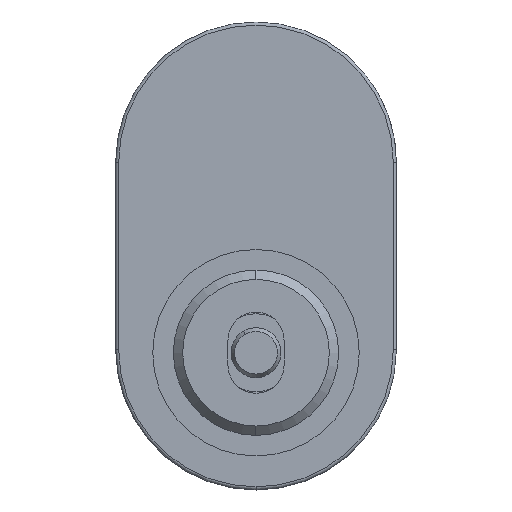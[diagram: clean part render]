
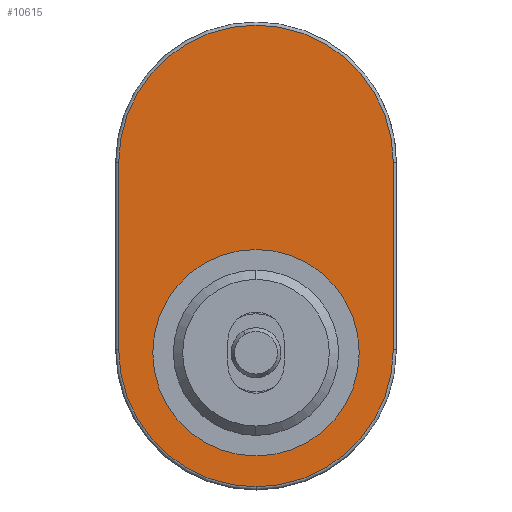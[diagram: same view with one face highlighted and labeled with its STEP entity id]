
A CAD part, left-side view. The second image highlights one B-rep face of the part: STEP entity #10615.
In plain terms, the highlighted planar face has unit normal (-1, 0, 0).
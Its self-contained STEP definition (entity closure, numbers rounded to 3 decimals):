
#386 = VECTOR ( 'NONE', #5350, 1000. ) ;
#431 = DIRECTION ( 'NONE',  ( -1., 0., 0. ) ) ;
#882 = CARTESIAN_POINT ( 'NONE',  ( -6.2, -22., 15. ) ) ;
#1169 = PLANE ( 'NONE',  #22588 ) ;
#1390 = DIRECTION ( 'NONE',  ( 0., 0., -1. ) ) ;
#1649 = EDGE_CURVE ( 'NONE', #10972, #6295, #58074, .T. ) ;
#2515 = DIRECTION ( 'NONE',  ( 0., 0., 1. ) ) ;
#3412 = ORIENTED_EDGE ( 'NONE', *, *, #15602, .T. ) ;
#5350 = DIRECTION ( 'NONE',  ( 0., 0., 1. ) ) ;
#6041 = ORIENTED_EDGE ( 'NONE', *, *, #33019, .T. ) ;
#6295 = VERTEX_POINT ( 'NONE', #12432 ) ;
#7481 = VERTEX_POINT ( 'NONE', #35391 ) ;
#10032 = CIRCLE ( 'NONE', #19242, 22. ) ;
#10615 = ADVANCED_FACE ( 'NONE', ( #12397, #34426 ), #1169, .F. ) ;
#10784 = ORIENTED_EDGE ( 'NONE', *, *, #1649, .T. ) ;
#10972 = VERTEX_POINT ( 'NONE', #882 ) ;
#11131 = LINE ( 'NONE', #48403, #386 ) ;
#11380 = EDGE_LOOP ( 'NONE', ( #18780, #27315 ) ) ;
#12306 = CARTESIAN_POINT ( 'NONE',  ( -6.2, 0., -15.5 ) ) ;
#12397 = FACE_OUTER_BOUND ( 'NONE', #57911, .T. ) ;
#12432 = CARTESIAN_POINT ( 'NONE',  ( -6.2, 22., 15. ) ) ;
#15150 = CARTESIAN_POINT ( 'NONE',  ( -6.2, 0., -37. ) ) ;
#15602 = EDGE_CURVE ( 'NONE', #42023, #10972, #11131, .T. ) ;
#16863 = CIRCLE ( 'NONE', #41053, 22. ) ;
#17946 = AXIS2_PLACEMENT_3D ( 'NONE', #21945, #60861, #2515 ) ;
#18780 = ORIENTED_EDGE ( 'NONE', *, *, #30946, .F. ) ;
#19242 = AXIS2_PLACEMENT_3D ( 'NONE', #33429, #42783, #56861 ) ;
#21945 = CARTESIAN_POINT ( 'NONE',  ( -6.2, 0., -15.5 ) ) ;
#21956 = CARTESIAN_POINT ( 'NONE',  ( -6.2, 0., 1.05 ) ) ;
#22111 = DIRECTION ( 'NONE',  ( 0., 0., 1. ) ) ;
#22588 = AXIS2_PLACEMENT_3D ( 'NONE', #35894, #30575, #1390 ) ;
#23338 = VECTOR ( 'NONE', #43024, 1000. ) ;
#26043 = ORIENTED_EDGE ( 'NONE', *, *, #43086, .T. ) ;
#26321 = EDGE_CURVE ( 'NONE', #7481, #59935, #42502, .T. ) ;
#27315 = ORIENTED_EDGE ( 'NONE', *, *, #26321, .F. ) ;
#27974 = AXIS2_PLACEMENT_3D ( 'NONE', #12306, #41025, #22111 ) ;
#30464 = DIRECTION ( 'NONE',  ( 0., 0., -1. ) ) ;
#30575 = DIRECTION ( 'NONE',  ( 1., 0., 0. ) ) ;
#30946 = EDGE_CURVE ( 'NONE', #59935, #7481, #53671, .T. ) ;
#32925 = AXIS2_PLACEMENT_3D ( 'NONE', #44060, #34483, #54073 ) ;
#33019 = EDGE_CURVE ( 'NONE', #57563, #59823, #10032, .T. ) ;
#33247 = CARTESIAN_POINT ( 'NONE',  ( -6.2, 22., -15. ) ) ;
#33429 = CARTESIAN_POINT ( 'NONE',  ( -6.2, 0., -15. ) ) ;
#34426 = FACE_BOUND ( 'NONE', #11380, .T. ) ;
#34483 = DIRECTION ( 'NONE',  ( -1., 0., 0. ) ) ;
#34726 = CARTESIAN_POINT ( 'NONE',  ( -6.2, 0., -15. ) ) ;
#35391 = CARTESIAN_POINT ( 'NONE',  ( -6.2, 0., -32.05 ) ) ;
#35894 = CARTESIAN_POINT ( 'NONE',  ( -6.2, 0., 15. ) ) ;
#38670 = CARTESIAN_POINT ( 'NONE',  ( -6.2, -22., -15. ) ) ;
#41025 = DIRECTION ( 'NONE',  ( -1., 0., 0. ) ) ;
#41053 = AXIS2_PLACEMENT_3D ( 'NONE', #34726, #431, #30464 ) ;
#42023 = VERTEX_POINT ( 'NONE', #38670 ) ;
#42502 = CIRCLE ( 'NONE', #27974, 16.55 ) ;
#42783 = DIRECTION ( 'NONE',  ( -1., 0., 0. ) ) ;
#43024 = DIRECTION ( 'NONE',  ( 0., 0., -1. ) ) ;
#43086 = EDGE_CURVE ( 'NONE', #6295, #57563, #44618, .T. ) ;
#44060 = CARTESIAN_POINT ( 'NONE',  ( -6.2, 0., 15. ) ) ;
#44381 = CARTESIAN_POINT ( 'NONE',  ( -6.2, 22., -15. ) ) ;
#44618 = LINE ( 'NONE', #33247, #23338 ) ;
#48403 = CARTESIAN_POINT ( 'NONE',  ( -6.2, -22., 15. ) ) ;
#50179 = EDGE_CURVE ( 'NONE', #59823, #42023, #16863, .T. ) ;
#50867 = ORIENTED_EDGE ( 'NONE', *, *, #50179, .T. ) ;
#53671 = CIRCLE ( 'NONE', #17946, 16.55 ) ;
#54073 = DIRECTION ( 'NONE',  ( 0., 0., -1. ) ) ;
#56861 = DIRECTION ( 'NONE',  ( 0., 0., -1. ) ) ;
#57563 = VERTEX_POINT ( 'NONE', #44381 ) ;
#57911 = EDGE_LOOP ( 'NONE', ( #10784, #26043, #6041, #50867, #3412 ) ) ;
#58074 = CIRCLE ( 'NONE', #32925, 22. ) ;
#59823 = VERTEX_POINT ( 'NONE', #15150 ) ;
#59935 = VERTEX_POINT ( 'NONE', #21956 ) ;
#60861 = DIRECTION ( 'NONE',  ( -1., 0., 0. ) ) ;
